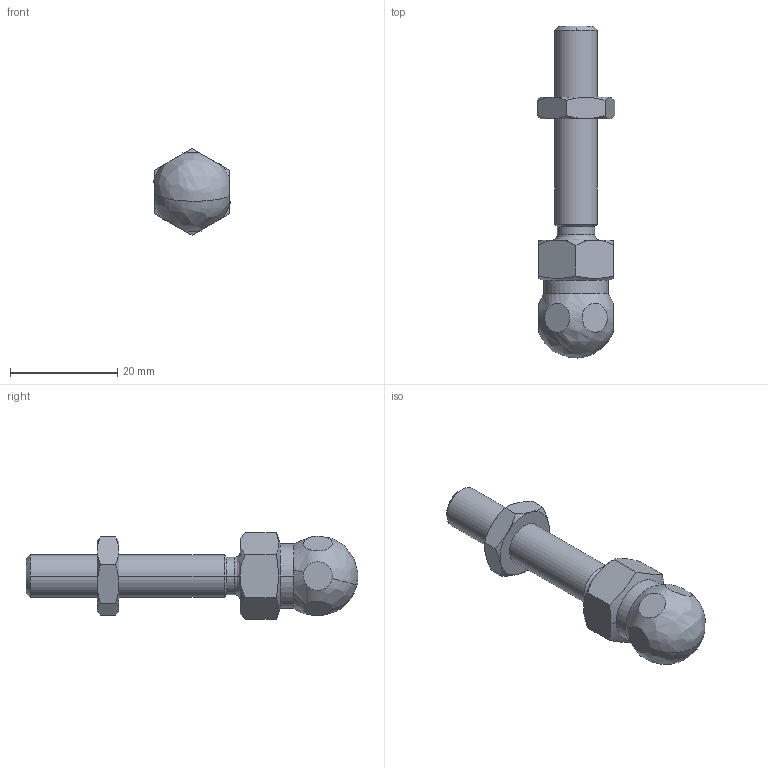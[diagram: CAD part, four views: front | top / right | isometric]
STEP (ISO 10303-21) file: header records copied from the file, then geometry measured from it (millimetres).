
FILE_DESCRIPTION (( 'STEP AP214' ), '1' );
FILE_NAME ('406536811.STEP', '2014-02-12T11:22:47', ( '' ), ( '' ), 'SwSTEP 2.0', 'SolidWorks 2014', '' );
FILE_SCHEMA (( 'AUTOMOTIVE_DESIGN' ));
Length unit declared in the file: millimetre
Products named in the file (1): 406536811
Bounding box: 14.41 x 62 x 16.17 mm (x, y, z)
Volume: 5490.5 mm3; surface area: 2667.3 mm2
Topology: 2 solids, 2 shells, 66 faces, 162 edges, 103 vertices
Faces by surface type: cone 30, plane 22, cylinder 10, bspline 4
Entity records: 3279 total; most frequent: CARTESIAN_POINT 1036, ORIENTED_EDGE 320, DIRECTION 286, EDGE_CURVE 160, AXIS2_PLACEMENT_3D 123, VERTEX_POINT 103, EDGE_LOOP 73, UNCERTAINTY_MEASURE_WITH_UNIT 70
